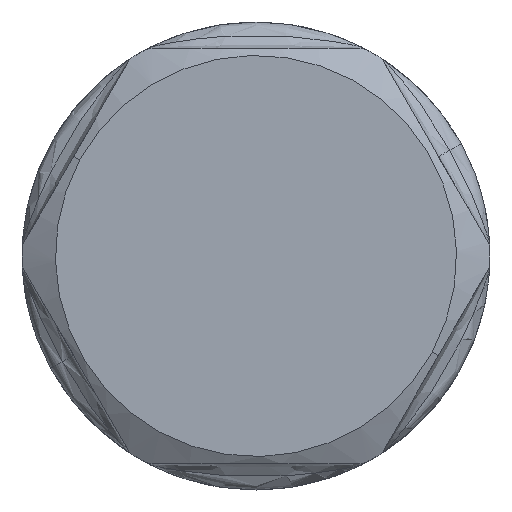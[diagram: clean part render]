
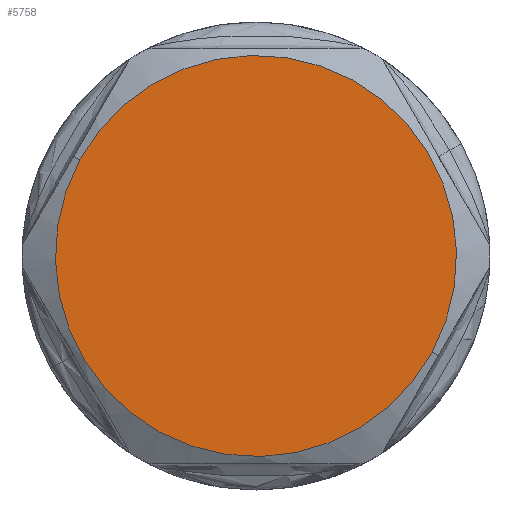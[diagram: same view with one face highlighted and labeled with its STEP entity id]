
A CAD part, left-side view. The second image highlights one B-rep face of the part: STEP entity #5758.
In plain terms, the highlighted planar face has unit normal (-1, 0, 0).
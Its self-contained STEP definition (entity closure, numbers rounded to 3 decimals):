
#1334=CARTESIAN_POINT('Vertex',(-25.5,10.531,5.753)) ;
#1339=CARTESIAN_POINT('Axis2P3D Location',(-25.5,0.,0.)) ;
#1343=CARTESIAN_POINT('Vertex',(-25.5,-10.531,-5.753)) ;
#1907=CARTESIAN_POINT('Axis2P3D Location',(-25.5,0.,0.)) ;
#5749=CARTESIAN_POINT('Axis2P3D Location',(-25.5,0.,0.)) ;
#1340=DIRECTION('Axis2P3D Direction',(1.,0.,0.)) ;
#1908=DIRECTION('Axis2P3D Direction',(1.,0.,0.)) ;
#5750=DIRECTION('Axis2P3D Direction',(1.,0.,0.)) ;
#5751=DIRECTION('Axis2P3D XDirection',(0.,1.,0.)) ;
#1341=AXIS2_PLACEMENT_3D('Circle Axis2P3D',#1339,#1340,$) ;
#1909=AXIS2_PLACEMENT_3D('Circle Axis2P3D',#1907,#1908,$) ;
#5752=AXIS2_PLACEMENT_3D('Plane Axis2P3D',#5749,#5750,#5751) ;
#5755=ORIENTED_EDGE('',*,*,#1911,.F.) ;
#5756=ORIENTED_EDGE('',*,*,#1345,.F.) ;
#5758=ADVANCED_FACE('0000694GR',(#5757),#5753,.F.) ;
#1342=CIRCLE('generated circle',#1341,12.) ;
#1910=CIRCLE('generated circle',#1909,12.) ;
#1345=EDGE_CURVE('',#1335,#1344,#1342,.T.) ;
#1911=EDGE_CURVE('',#1344,#1335,#1910,.T.) ;
#5754=EDGE_LOOP('',(#5755,#5756)) ;
#5757=FACE_OUTER_BOUND('',#5754,.T.) ;
#5753=PLANE('',#5752) ;
#1335=VERTEX_POINT('',#1334) ;
#1344=VERTEX_POINT('',#1343) ;
